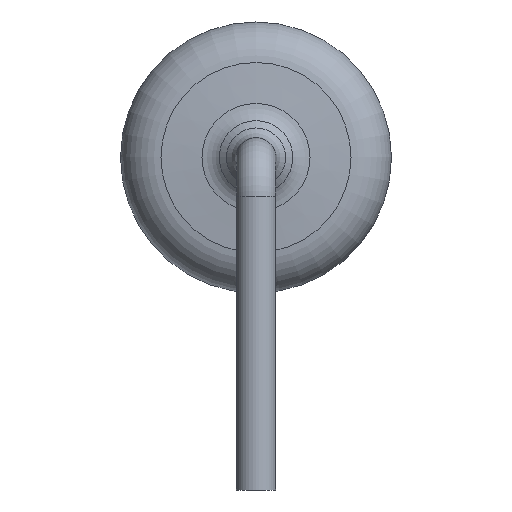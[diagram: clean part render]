
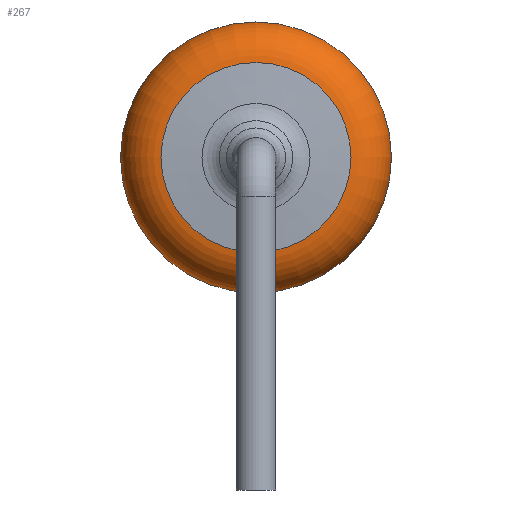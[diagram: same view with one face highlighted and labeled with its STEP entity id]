
A CAD part, left-side view. The second image highlights one B-rep face of the part: STEP entity #267.
In plain terms, the highlighted toroidal (fillet/blend) face has major radius 1.85 mm and minor radius 0.9 mm.
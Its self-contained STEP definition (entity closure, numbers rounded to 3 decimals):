
#267=ADVANCED_FACE('',(#598,#600),#602,.T.);
#598=FACE_OUTER_BOUND('',#599,.T.);
#599=EDGE_LOOP('',(#773));
#600=FACE_OUTER_BOUND('',#601,.T.);
#601=EDGE_LOOP('',(#774));
#602=TOROIDAL_SURFACE('',#603,1.85,0.9);
#603=AXIS2_PLACEMENT_3D('',#604,#605,#606);
#604=CARTESIAN_POINT('',(3.129,0.,4.25));
#605=DIRECTION('',(1.,0.,0.));
#606=DIRECTION('',(0.,0.,-1.));
#773=ORIENTED_EDGE('',*,*,#820,.F.);
#774=ORIENTED_EDGE('',*,*,#821,.T.);
#820=EDGE_CURVE('',#874,#874,#875,.T.);
#821=EDGE_CURVE('',#876,#876,#877,.T.);
#874=VERTEX_POINT('',#1002);
#875=CIRCLE('',#1003,2.75);
#876=VERTEX_POINT('',#1007);
#877=CIRCLE('',#1008,1.928);
#1002=CARTESIAN_POINT('',(3.129,0.,1.5));
#1003=AXIS2_PLACEMENT_3D('',#1004,#1005,#1006);
#1004=CARTESIAN_POINT('',(3.129,0.,4.25));
#1005=DIRECTION('',(1.,0.,0.));
#1006=DIRECTION('',(0.,0.,-1.));
#1007=CARTESIAN_POINT('',(2.233,0.,2.322));
#1008=AXIS2_PLACEMENT_3D('',#1009,#1010,#1011);
#1009=CARTESIAN_POINT('',(2.233,0.,4.25));
#1010=DIRECTION('',(1.,0.,0.));
#1011=DIRECTION('',(0.,0.,-1.));
